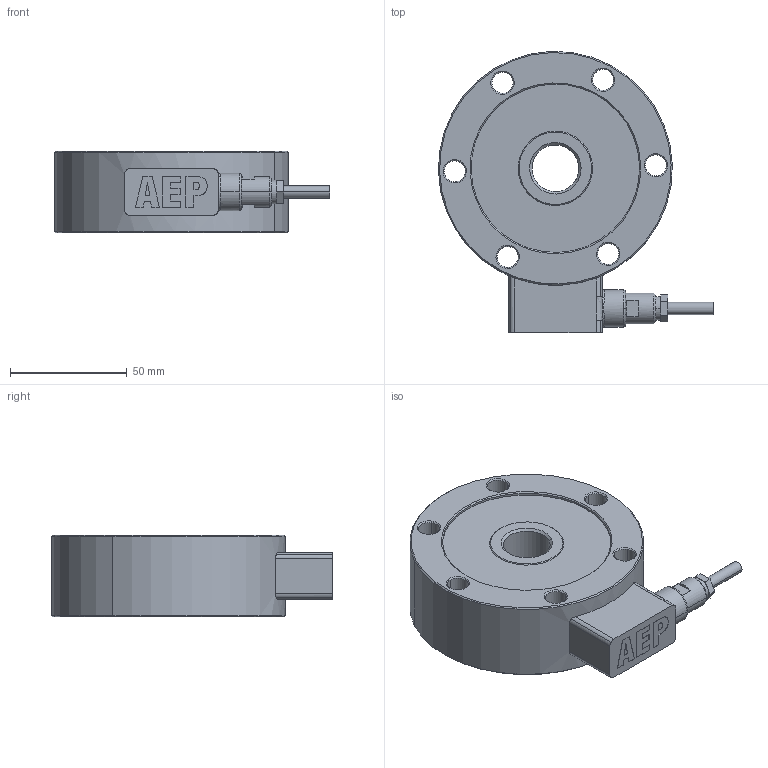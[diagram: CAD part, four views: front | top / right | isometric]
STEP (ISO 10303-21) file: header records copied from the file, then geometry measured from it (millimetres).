
FILE_DESCRIPTION(('STEP AP214'),'1');
FILE_NAME('TC4 Ø100.stp','2015-05-18T15:48:09',(' '),(' '),'Spatial InterOp 3D',' ',' ');
FILE_SCHEMA(('automotive_design'));
Length unit declared in the file: metre
Products named in the file (1): 1
Bounding box: 117.6 x 120.18 x 35 mm (x, y, z)
Volume: 261771.4 mm3; surface area: 37633.2 mm2
Topology: 1 solids, 1 shells, 164 faces, 388 edges, 241 vertices
Faces by surface type: plane 69, cone 42, cylinder 40, torus 6, bspline 4, extrusion 3
Entity records: 6466 total; most frequent: CARTESIAN_POINT 1250, DIRECTION 836, ORIENTED_EDGE 776, EDGE_CURVE 388, AXIS2_PLACEMENT_3D 307, VERTEX_POINT 241, VECTOR 222, LINE 219
